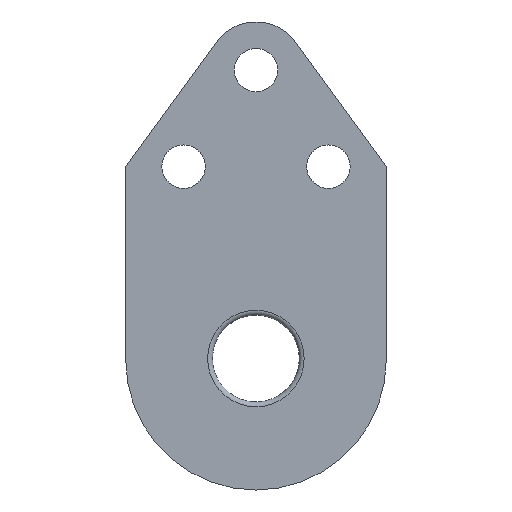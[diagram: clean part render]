
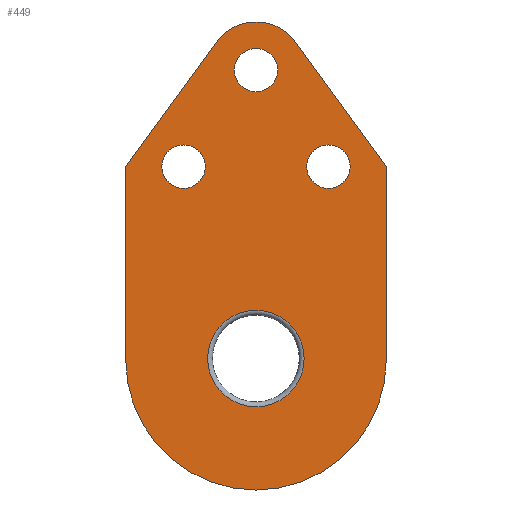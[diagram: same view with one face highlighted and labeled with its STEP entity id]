
A CAD part, front view. The second image highlights one B-rep face of the part: STEP entity #449.
In plain terms, the highlighted planar face has unit normal (0, -1, 0).
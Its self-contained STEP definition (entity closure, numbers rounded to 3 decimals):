
#20=FACE_BOUND('',#80,.T.);
#21=FACE_BOUND('',#81,.T.);
#22=FACE_BOUND('',#82,.T.);
#23=FACE_BOUND('',#83,.T.);
#30=PLANE('',#501);
#53=FACE_OUTER_BOUND('',#79,.T.);
#79=EDGE_LOOP('',(#329,#330,#331,#332,#333,#334));
#80=EDGE_LOOP('',(#335));
#81=EDGE_LOOP('',(#336));
#82=EDGE_LOOP('',(#337));
#83=EDGE_LOOP('',(#338));
#114=LINE('',#729,#142);
#115=LINE('',#731,#143);
#116=LINE('',#735,#144);
#117=LINE('',#736,#145);
#142=VECTOR('',#587,10.);
#143=VECTOR('',#588,10.);
#144=VECTOR('',#591,10.);
#145=VECTOR('',#592,10.);
#167=CIRCLE('',#486,4.5);
#169=CIRCLE('',#489,4.5);
#171=CIRCLE('',#492,4.5);
#172=CIRCLE('',#494,10.);
#178=CIRCLE('',#502,27.);
#179=CIRCLE('',#503,10.);
#199=VERTEX_POINT('',#695);
#201=VERTEX_POINT('',#701);
#203=VERTEX_POINT('',#707);
#204=VERTEX_POINT('',#711);
#209=VERTEX_POINT('',#725);
#210=VERTEX_POINT('',#726);
#211=VERTEX_POINT('',#728);
#212=VERTEX_POINT('',#730);
#213=VERTEX_POINT('',#732);
#214=VERTEX_POINT('',#734);
#243=EDGE_CURVE('',#199,#199,#167,.T.);
#246=EDGE_CURVE('',#201,#201,#169,.T.);
#249=EDGE_CURVE('',#203,#203,#171,.T.);
#250=EDGE_CURVE('',#204,#204,#172,.T.);
#257=EDGE_CURVE('',#209,#210,#178,.T.);
#258=EDGE_CURVE('',#209,#211,#114,.T.);
#259=EDGE_CURVE('',#211,#212,#115,.T.);
#260=EDGE_CURVE('',#213,#212,#179,.T.);
#261=EDGE_CURVE('',#214,#213,#116,.T.);
#262=EDGE_CURVE('',#210,#214,#117,.T.);
#329=ORIENTED_EDGE('',*,*,#257,.F.);
#330=ORIENTED_EDGE('',*,*,#258,.T.);
#331=ORIENTED_EDGE('',*,*,#259,.T.);
#332=ORIENTED_EDGE('',*,*,#260,.F.);
#333=ORIENTED_EDGE('',*,*,#261,.F.);
#334=ORIENTED_EDGE('',*,*,#262,.F.);
#335=ORIENTED_EDGE('',*,*,#243,.T.);
#336=ORIENTED_EDGE('',*,*,#246,.T.);
#337=ORIENTED_EDGE('',*,*,#249,.T.);
#338=ORIENTED_EDGE('',*,*,#250,.F.);
#449=ADVANCED_FACE('',(#53,#20,#21,#22,#23),#30,.F.);
#486=AXIS2_PLACEMENT_3D('',#697,#550,#551);
#489=AXIS2_PLACEMENT_3D('',#703,#557,#558);
#492=AXIS2_PLACEMENT_3D('',#709,#564,#565);
#494=AXIS2_PLACEMENT_3D('',#712,#568,#569);
#501=AXIS2_PLACEMENT_3D('',#724,#583,#584);
#502=AXIS2_PLACEMENT_3D('',#727,#585,#586);
#503=AXIS2_PLACEMENT_3D('',#733,#589,#590);
#550=DIRECTION('center_axis',(0.,1.,0.));
#551=DIRECTION('ref_axis',(0.,0.,1.));
#557=DIRECTION('center_axis',(0.,1.,0.));
#558=DIRECTION('ref_axis',(0.,0.,1.));
#564=DIRECTION('center_axis',(0.,1.,0.));
#565=DIRECTION('ref_axis',(0.,0.,1.));
#568=DIRECTION('center_axis',(0.,-1.,0.));
#569=DIRECTION('ref_axis',(0.,0.,1.));
#583=DIRECTION('center_axis',(0.,1.,0.));
#584=DIRECTION('ref_axis',(1.,0.,0.));
#585=DIRECTION('center_axis',(0.,1.,0.));
#586=DIRECTION('ref_axis',(1.,0.,0.));
#587=DIRECTION('',(0.,0.,1.));
#588=DIRECTION('',(-0.59,0.,0.807));
#589=DIRECTION('center_axis',(0.,1.,0.));
#590=DIRECTION('ref_axis',(1.,0.,0.));
#591=DIRECTION('',(0.59,0.,0.807));
#592=DIRECTION('',(0.,0.,1.));
#695=CARTESIAN_POINT('',(15.,0.,35.5));
#697=CARTESIAN_POINT('Origin',(15.,0.,40.));
#701=CARTESIAN_POINT('',(-15.,0.,35.5));
#703=CARTESIAN_POINT('Origin',(-15.,0.,40.));
#707=CARTESIAN_POINT('',(0.,0.,55.5));
#709=CARTESIAN_POINT('Origin',(0.,0.,60.));
#711=CARTESIAN_POINT('',(-0.025,0.,-9.763));
#712=CARTESIAN_POINT('Origin',(-0.025,0.,0.237));
#724=CARTESIAN_POINT('Origin',(0.,0.,21.5));
#725=CARTESIAN_POINT('',(27.,0.,0.));
#726=CARTESIAN_POINT('',(-27.,0.,0.));
#727=CARTESIAN_POINT('Origin',(0.,0.,0.));
#728=CARTESIAN_POINT('',(27.,0.,40.));
#729=CARTESIAN_POINT('',(27.,0.,0.));
#730=CARTESIAN_POINT('',(8.074,0.,65.9));
#731=CARTESIAN_POINT('',(27.,0.,40.));
#732=CARTESIAN_POINT('',(-8.074,0.,65.9));
#733=CARTESIAN_POINT('Origin',(0.,0.,60.));
#734=CARTESIAN_POINT('',(-27.,0.,40.));
#735=CARTESIAN_POINT('',(-27.,0.,40.));
#736=CARTESIAN_POINT('',(-27.,0.,0.));
